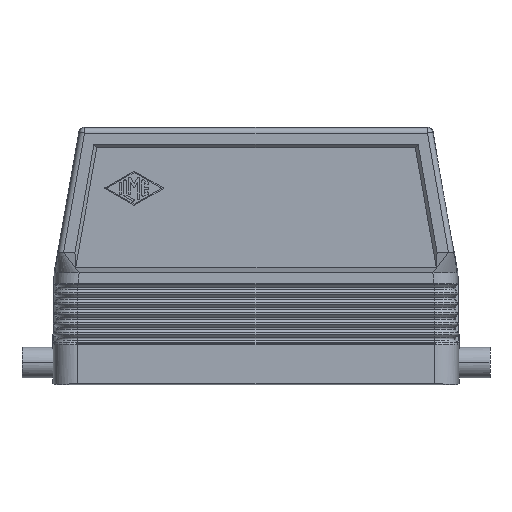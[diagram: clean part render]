
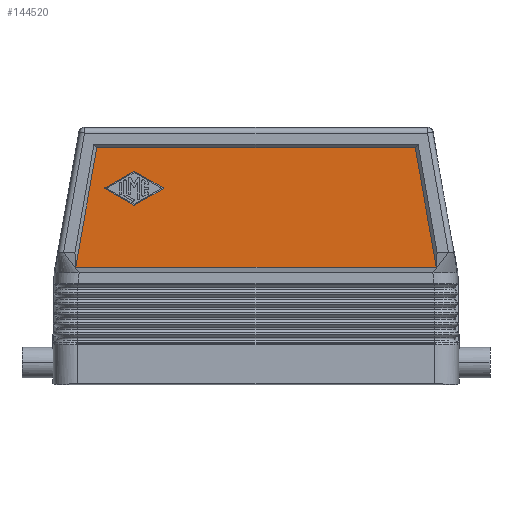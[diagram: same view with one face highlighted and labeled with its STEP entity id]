
A CAD part, left-side view. The second image highlights one B-rep face of the part: STEP entity #144520.
In plain terms, the highlighted planar face has unit normal (-1, 0, 0).
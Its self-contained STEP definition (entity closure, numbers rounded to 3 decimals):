
#143160=CARTESIAN_POINT('',(374.083,-22.843,
34.87));
#143170=VERTEX_POINT('',#143160);
#143200=CARTESIAN_POINT('',(374.083,-26.831,
12.233));
#143210=DIRECTION('',(0.,0.174,0.985));
#143220=VECTOR('',#143210,1.);
#143230=LINE('',#143200,#143220);
#143240=CARTESIAN_POINT('',(374.083,-16.613,
70.233));
#143250=VERTEX_POINT('',#143240);
#143260=EDGE_CURVE('',#143170,#143250,#143230,.T.);
#143520=CARTESIAN_POINT('',(374.083,-12.317,
48.893));
#143530=DIRECTION('',(1.,0.,0.));
#143540=DIRECTION('',(0.,1.,0.));
#143550=AXIS2_PLACEMENT_3D('',#143520,#143530,#143540);
#143560=PLANE('',#143550);
#143570=CARTESIAN_POINT('',(374.083,57.907,
58.233));
#143580=DIRECTION('',(-1.,0.,0.));
#143590=DIRECTION('',(0.,-1.,0.));
#143600=AXIS2_PLACEMENT_3D('',#143570,#143580,#143590);
#143610=CIRCLE('',#143600,0.167);
#143620=CARTESIAN_POINT('',(374.083,57.824,
58.088));
#143630=VERTEX_POINT('',#143620);
#143640=CARTESIAN_POINT('',(374.083,57.824,
58.377));
#143650=VERTEX_POINT('',#143640);
#143660=EDGE_CURVE('',#143630,#143650,#143610,.T.);
#143670=ORIENTED_EDGE('',*,*,#143660,.F.);
#143680=CARTESIAN_POINT('',(374.083,70.873,
65.836));
#143690=DIRECTION('',(0.,-0.868,-0.496));
#143700=VECTOR('',#143690,1.);
#143710=LINE('',#143680,#143700);
#143720=CARTESIAN_POINT('',(374.083,66.241,
63.188));
#143730=VERTEX_POINT('',#143720);
#143740=EDGE_CURVE('',#143730,#143650,#143710,.T.);
#143750=ORIENTED_EDGE('',*,*,#143740,.T.);
#143760=CARTESIAN_POINT('',(374.083,66.406,
62.899));
#143770=DIRECTION('',(-1.,0.,0.));
#143780=DIRECTION('',(0.,-1.,0.));
#143790=AXIS2_PLACEMENT_3D('',#143760,#143770,#143780);
#143800=CIRCLE('',#143790,0.333);
#143810=CARTESIAN_POINT('',(374.083,66.572,
63.188));
#143820=VERTEX_POINT('',#143810);
#143830=EDGE_CURVE('',#143730,#143820,#143800,.T.);
#143840=ORIENTED_EDGE('',*,*,#143830,.F.);
#143850=CARTESIAN_POINT('',(374.083,70.873,
60.73));
#143860=DIRECTION('',(0.,-0.868,0.496));
#143870=VECTOR('',#143860,1.);
#143880=LINE('',#143850,#143870);
#143890=CARTESIAN_POINT('',(374.083,74.988,
58.377));
#143900=VERTEX_POINT('',#143890);
#143910=EDGE_CURVE('',#143900,#143820,#143880,.T.);
#143920=ORIENTED_EDGE('',*,*,#143910,.T.);
#143930=CARTESIAN_POINT('',(374.083,74.905,
58.233));
#143940=DIRECTION('',(-1.,0.,0.));
#143950=DIRECTION('',(0.,-1.,0.));
#143960=AXIS2_PLACEMENT_3D('',#143930,#143940,#143950);
#143970=CIRCLE('',#143960,0.167);
#143980=CARTESIAN_POINT('',(374.083,74.988,
58.088));
#143990=VERTEX_POINT('',#143980);
#144000=EDGE_CURVE('',#143900,#143990,#143970,.T.);
#144010=ORIENTED_EDGE('',*,*,#144000,.F.);
#144020=CARTESIAN_POINT('',(374.083,70.873,
55.735));
#144030=DIRECTION('',(0.,0.868,0.496));
#144040=VECTOR('',#144030,1.);
#144050=LINE('',#144020,#144040);
#144060=CARTESIAN_POINT('',(374.083,66.572,
53.277));
#144070=VERTEX_POINT('',#144060);
#144080=EDGE_CURVE('',#144070,#143990,#144050,.T.);
#144090=ORIENTED_EDGE('',*,*,#144080,.T.);
#144100=CARTESIAN_POINT('',(374.083,66.406,
53.566));
#144110=DIRECTION('',(-1.,0.,0.));
#144120=DIRECTION('',(0.,-1.,0.));
#144130=AXIS2_PLACEMENT_3D('',#144100,#144110,#144120);
#144140=CIRCLE('',#144130,0.333);
#144150=CARTESIAN_POINT('',(374.083,66.241,
53.277));
#144160=VERTEX_POINT('',#144150);
#144170=EDGE_CURVE('',#144070,#144160,#144140,.T.);
#144180=ORIENTED_EDGE('',*,*,#144170,.F.);
#144190=CARTESIAN_POINT('',(374.083,70.873,
50.63));
#144200=DIRECTION('',(0.,0.868,-0.496));
#144210=VECTOR('',#144200,1.);
#144220=LINE('',#144190,#144210);
#144230=EDGE_CURVE('',#143630,#144160,#144220,.T.);
#144240=ORIENTED_EDGE('',*,*,#144230,.T.);
#144250=EDGE_LOOP('',(#144240,#144180,#144090,#144010,#143920,#143840,
#143750,#143670));
#144260=FACE_BOUND('',#144250,.T.);
#144270=CARTESIAN_POINT('',(374.083,44.373,
34.87));
#144280=DIRECTION('',(0.,1.,0.));
#144290=VECTOR('',#144280,1.);
#144300=LINE('',#144270,#144290);
#144310=CARTESIAN_POINT('',(374.083,83.656,
34.87));
#144320=VERTEX_POINT('',#144310);
#144330=EDGE_CURVE('',#143170,#144320,#144300,.T.);
#144340=ORIENTED_EDGE('',*,*,#144330,.F.);
#144350=CARTESIAN_POINT('',(374.083,87.644,
12.233));
#144360=DIRECTION('',(0.,-0.174,0.985));
#144370=VECTOR('',#144360,1.);
#144380=LINE('',#144350,#144370);
#144390=CARTESIAN_POINT('',(374.083,77.426,
70.233));
#144400=VERTEX_POINT('',#144390);
#144410=EDGE_CURVE('',#144320,#144400,#144380,.T.);
#144420=ORIENTED_EDGE('',*,*,#144410,.F.);
#144430=CARTESIAN_POINT('',(374.083,44.373,
70.233));
#144440=DIRECTION('',(0.,1.,0.));
#144450=VECTOR('',#144440,1.);
#144460=LINE('',#144430,#144450);
#144470=EDGE_CURVE('',#143250,#144400,#144460,.T.);
#144480=ORIENTED_EDGE('',*,*,#144470,.T.);
#144490=ORIENTED_EDGE('',*,*,#143260,.T.);
#144500=EDGE_LOOP('',(#144490,#144480,#144420,#144340));
#144510=FACE_OUTER_BOUND('',#144500,.T.);
#144520=ADVANCED_FACE('',(#144260,#144510),#143560,.F.);
